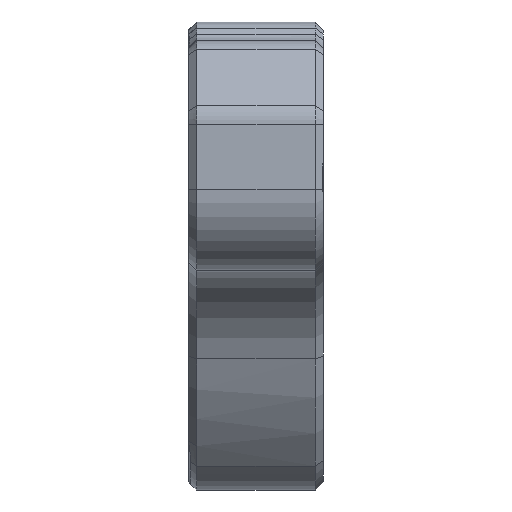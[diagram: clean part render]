
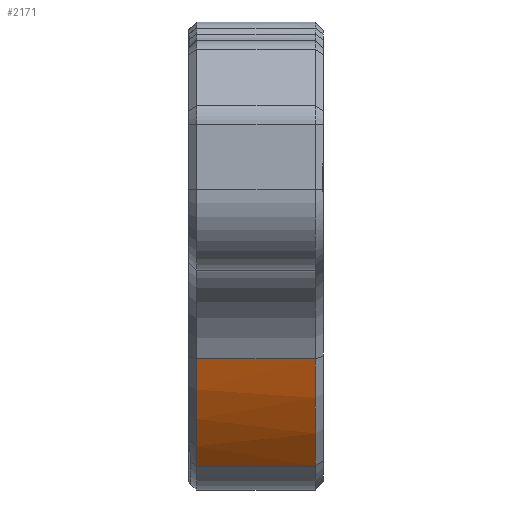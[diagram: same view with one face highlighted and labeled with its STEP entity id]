
A CAD part, left-side view. The second image highlights one B-rep face of the part: STEP entity #2171.
In plain terms, the highlighted cylindrical face has radius 11 mm (diameter 22 mm), a partial arc.
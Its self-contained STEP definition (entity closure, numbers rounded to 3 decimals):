
#34=CYLINDRICAL_SURFACE('',#2378,11.);
#74=B_SPLINE_CURVE_WITH_KNOTS('',3,(#3473,#3474,#3475,#3476),
 .UNSPECIFIED.,.F.,.F.,(4,4),(0.,0.091),
 .UNSPECIFIED.);
#158=LINE('',#3464,#323);
#160=LINE('',#3470,#325);
#323=VECTOR('',#2778,10.);
#325=VECTOR('',#2784,10.);
#535=FACE_OUTER_BOUND('',#679,.T.);
#679=EDGE_LOOP('',(#1624,#1625,#1626,#1627,#1628));
#822=CIRCLE('',#2351,11.);
#834=CIRCLE('',#2379,11.);
#969=VERTEX_POINT('',#3403);
#970=VERTEX_POINT('',#3407);
#983=VERTEX_POINT('',#3463);
#985=VERTEX_POINT('',#3469);
#986=VERTEX_POINT('',#3471);
#1184=EDGE_CURVE('',#969,#970,#822,.T.);
#1211=EDGE_CURVE('',#983,#970,#158,.T.);
#1214=EDGE_CURVE('',#985,#969,#160,.T.);
#1215=EDGE_CURVE('',#986,#985,#834,.T.);
#1216=EDGE_CURVE('',#983,#986,#74,.T.);
#1624=ORIENTED_EDGE('',*,*,#1184,.F.);
#1625=ORIENTED_EDGE('',*,*,#1214,.F.);
#1626=ORIENTED_EDGE('',*,*,#1215,.F.);
#1627=ORIENTED_EDGE('',*,*,#1216,.F.);
#1628=ORIENTED_EDGE('',*,*,#1211,.T.);
#2171=ADVANCED_FACE('',(#535),#34,.T.);
#2351=AXIS2_PLACEMENT_3D('',#3409,#2710,#2711);
#2378=AXIS2_PLACEMENT_3D('',#3468,#2782,#2783);
#2379=AXIS2_PLACEMENT_3D('',#3472,#2785,#2786);
#2710=DIRECTION('center_axis',(0.,-1.,0.));
#2711=DIRECTION('ref_axis',(-0.71,0.,-0.704));
#2778=DIRECTION('',(0.,-1.,0.));
#2782=DIRECTION('center_axis',(0.,-1.,0.));
#2783=DIRECTION('ref_axis',(-0.71,0.,-0.704));
#2784=DIRECTION('',(0.,-1.,0.));
#2785=DIRECTION('center_axis',(0.,1.,0.));
#2786=DIRECTION('ref_axis',(-0.71,0.,-0.704));
#3403=CARTESIAN_POINT('',(-10.444,69.058,-0.7));
#3407=CARTESIAN_POINT('',(-7.921,69.058,-4.674));
#3409=CARTESIAN_POINT('Origin',(-0.111,69.058,3.071));
#3463=CARTESIAN_POINT('',(-7.921,73.458,-4.674));
#3464=CARTESIAN_POINT('',(-7.921,73.758,-4.674));
#3468=CARTESIAN_POINT('Origin',(-0.111,73.758,3.071));
#3469=CARTESIAN_POINT('',(-10.444,73.458,-0.7));
#3470=CARTESIAN_POINT('',(-10.444,73.758,-0.7));
#3471=CARTESIAN_POINT('',(-8.594,73.458,-3.931));
#3472=CARTESIAN_POINT('Origin',(-0.111,73.458,3.071));
#3473=CARTESIAN_POINT('Ctrl Pts',(-7.921,73.458,-4.674));
#3474=CARTESIAN_POINT('Ctrl Pts',(-8.157,73.458,-4.437));
#3475=CARTESIAN_POINT('Ctrl Pts',(-8.381,73.458,-4.189));
#3476=CARTESIAN_POINT('Ctrl Pts',(-8.594,73.458,-3.931));
